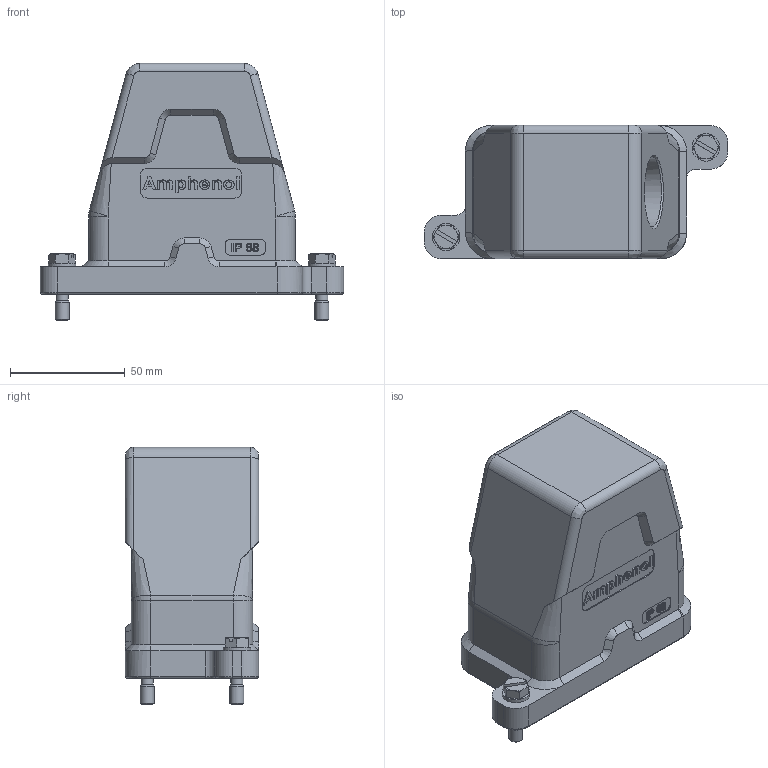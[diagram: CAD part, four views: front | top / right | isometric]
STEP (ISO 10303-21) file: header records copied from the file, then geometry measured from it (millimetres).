
FILE_DESCRIPTION(/* description */ (''),/* implementation_level */ '2;1');
FILE_NAME(/* name */ 'c146 68r006 500 8nxc001-03.stp',/* time_stamp */ '2020-11-06T12:24:16+01:00',/* author */ (''),/* organization */ (''),/* preprocessor_version */ 'ST-DEVELOPER v16.7',/* originating_system */ 'SIEMENS PLM Software NX 12.0',/* authorisation */ '');
FILE_SCHEMA (('AUTOMOTIVE_DESIGN { 1 0 10303 214 3 1 1 1 }'));
Length unit declared in the file: millimetre
Products named in the file (1): c146 68r006 500 8nxc001-03
Bounding box: 132 x 58 x 111.9 mm (x, y, z)
Volume: 165053.2 mm3; surface area: 61089.3 mm2
Topology: 1 solids, 1 shells, 772 faces, 2057 edges, 1332 vertices
Faces by surface type: plane 302, bspline 180, extrusion 128, cylinder 96, cone 29, torus 25, sphere 8, revolution 4
Full cylindrical faces by diameter (mm): 2.5 x4, 3.5 x4, 5.3 x2, 6 x2, 12 x2, 30.539 x1
Entity records: 31744 total; most frequent: CARTESIAN_POINT 9515, ORIENTED_EDGE 4004, DIRECTION 2929, EDGE_CURVE 2002, VERTEX_POINT 1321, VECTOR 1169, LINE 1041, AXIS2_PLACEMENT_3D 878
